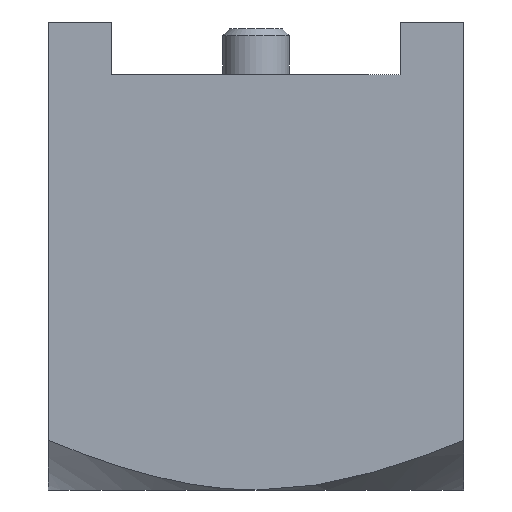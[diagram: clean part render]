
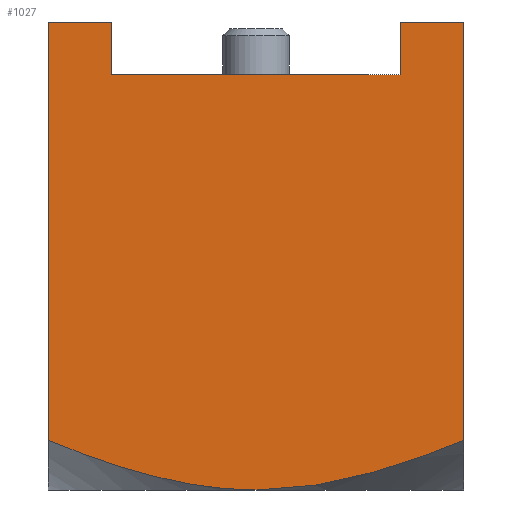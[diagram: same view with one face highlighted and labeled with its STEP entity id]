
A CAD part, front view. The second image highlights one B-rep face of the part: STEP entity #1027.
In plain terms, the highlighted planar face has unit normal (0, -1, 0).
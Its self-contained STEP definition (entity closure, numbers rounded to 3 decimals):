
#54=B_SPLINE_CURVE_WITH_KNOTS('',3,(#1686,#1687,#1688,#1689,#1690),
 .UNSPECIFIED.,.F.,.F.,(4,1,4),(0.01,0.011,
0.013),.UNSPECIFIED.);
#55=B_SPLINE_CURVE_WITH_KNOTS('',3,(#1692,#1693,#1694,#1695),
 .UNSPECIFIED.,.F.,.F.,(4,4),(0.007,0.01),
 .UNSPECIFIED.);
#171=ORIENTED_EDGE('',*,*,#436,.T.);
#172=ORIENTED_EDGE('',*,*,#423,.F.);
#173=ORIENTED_EDGE('',*,*,#437,.T.);
#174=ORIENTED_EDGE('',*,*,#438,.F.);
#175=ORIENTED_EDGE('',*,*,#439,.F.);
#176=ORIENTED_EDGE('',*,*,#440,.F.);
#177=ORIENTED_EDGE('',*,*,#425,.F.);
#178=ORIENTED_EDGE('',*,*,#441,.T.);
#179=ORIENTED_EDGE('',*,*,#442,.T.);
#423=EDGE_CURVE('',#556,#554,#649,.T.);
#425=EDGE_CURVE('',#558,#559,#651,.T.);
#436=EDGE_CURVE('',#567,#554,#659,.T.);
#437=EDGE_CURVE('',#556,#568,#660,.T.);
#438=EDGE_CURVE('',#569,#568,#54,.T.);
#439=EDGE_CURVE('',#570,#569,#55,.T.);
#440=EDGE_CURVE('',#559,#570,#661,.T.);
#441=EDGE_CURVE('',#558,#571,#662,.T.);
#442=EDGE_CURVE('',#571,#567,#663,.T.);
#554=VERTEX_POINT('',#1644);
#556=VERTEX_POINT('',#1648);
#558=VERTEX_POINT('',#1653);
#559=VERTEX_POINT('',#1655);
#567=VERTEX_POINT('',#1683);
#568=VERTEX_POINT('',#1685);
#569=VERTEX_POINT('',#1691);
#570=VERTEX_POINT('',#1696);
#571=VERTEX_POINT('',#1699);
#649=LINE('',#1649,#714);
#651=LINE('',#1654,#716);
#659=LINE('',#1682,#724);
#660=LINE('',#1684,#725);
#661=LINE('',#1697,#726);
#662=LINE('',#1698,#727);
#663=LINE('',#1700,#728);
#714=VECTOR('',#1302,1000.);
#716=VECTOR('',#1306,1000.);
#724=VECTOR('',#1320,1000.);
#725=VECTOR('',#1321,1000.);
#726=VECTOR('',#1322,1000.);
#727=VECTOR('',#1323,1000.);
#728=VECTOR('',#1324,1000.);
#774=EDGE_LOOP('',(#171,#172,#173,#174,#175,#176,#177,#178,#179));
#880=FACE_BOUND('',#774,.T.);
#984=PLANE('',#1143);
#1027=ADVANCED_FACE('',(#880),#984,.F.);
#1143=AXIS2_PLACEMENT_3D('',#1681,#1318,#1319);
#1302=DIRECTION('',(1.,0.,0.));
#1306=DIRECTION('',(1.,0.,0.));
#1318=DIRECTION('',(0.,1.,0.));
#1319=DIRECTION('',(0.,0.,1.));
#1320=DIRECTION('',(0.,0.,1.));
#1321=DIRECTION('',(0.,0.,-1.));
#1322=DIRECTION('',(0.,0.,-1.));
#1323=DIRECTION('',(0.,0.,-1.));
#1324=DIRECTION('',(-1.,0.,0.));
#1644=CARTESIAN_POINT('',(-2.08,-3.,3.77));
#1648=CARTESIAN_POINT('',(-3.,-3.,3.77));
#1649=CARTESIAN_POINT('',(-3.,-3.,3.77));
#1653=CARTESIAN_POINT('',(2.08,-3.,3.77));
#1654=CARTESIAN_POINT('',(-3.,-3.,3.77));
#1655=CARTESIAN_POINT('',(3.,-3.,3.77));
#1681=CARTESIAN_POINT('',(-3.,-3.,3.77));
#1682=CARTESIAN_POINT('',(-2.08,-3.,3.01));
#1683=CARTESIAN_POINT('',(-2.08,-3.,3.01));
#1684=CARTESIAN_POINT('',(-3.,-3.,3.77));
#1685=CARTESIAN_POINT('',(-3.,-3.,-2.273));
#1686=CARTESIAN_POINT('',(0.,-3.,-2.99));
#1687=CARTESIAN_POINT('',(-0.516,-3.,-2.99));
#1688=CARTESIAN_POINT('',(-1.555,-3.,-2.823));
#1689=CARTESIAN_POINT('',(-2.52,-3.,-2.468));
#1690=CARTESIAN_POINT('',(-3.,-3.,-2.273));
#1691=CARTESIAN_POINT('',(0.,-3.,-2.99));
#1692=CARTESIAN_POINT('',(3.,-3.,-2.273));
#1693=CARTESIAN_POINT('',(2.041,-3.,-2.664));
#1694=CARTESIAN_POINT('',(1.032,-3.,-2.99));
#1695=CARTESIAN_POINT('',(0.,-3.,-2.99));
#1696=CARTESIAN_POINT('',(3.,-3.,-2.273));
#1697=CARTESIAN_POINT('',(3.,-3.,3.77));
#1698=CARTESIAN_POINT('',(2.08,-3.,3.77));
#1699=CARTESIAN_POINT('',(2.08,-3.,3.01));
#1700=CARTESIAN_POINT('',(2.08,-3.,3.01));
